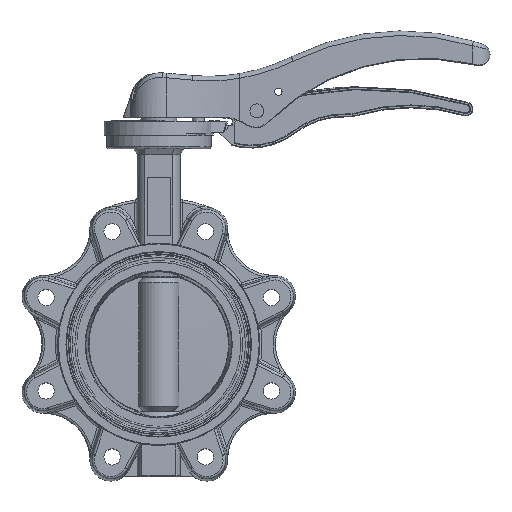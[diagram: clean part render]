
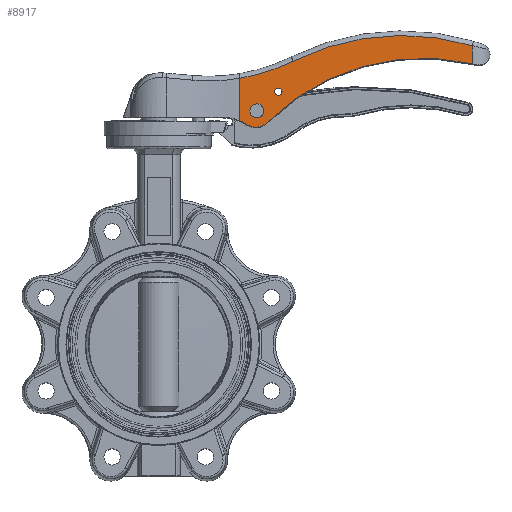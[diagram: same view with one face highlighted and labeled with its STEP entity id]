
A CAD part, top view. The second image highlights one B-rep face of the part: STEP entity #8917.
In plain terms, the highlighted planar face has unit normal (0, 0, 1).
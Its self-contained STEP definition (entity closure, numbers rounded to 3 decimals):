
#2929 = CARTESIAN_POINT ( 'NONE',  ( 69.839, 192.467, 15.25 ) ) ;
#2947 = DIRECTION ( 'NONE',  ( -1., 0., 0. ) ) ;
#2948 = DIRECTION ( 'NONE',  ( 0., 0., -1. ) ) ;
#2951 = PLANE ( 'NONE',  #2956 ) ;
#2953 = FACE_OUTER_BOUND ( 'NONE', #8947, .T. ) ;
#2955 = FACE_BOUND ( 'NONE', #10091, .T. ) ;
#2956 = AXIS2_PLACEMENT_3D ( 'NONE', #2962, #2948, #2947 ) ;
#2962 = CARTESIAN_POINT ( 'NONE',  ( 69.839, 299.5, 15.25 ) ) ;
#2964 = FACE_BOUND ( 'NONE', #10072, .T. ) ;
#3062 = CARTESIAN_POINT ( 'NONE',  ( 69.839, 229.062, 15.25 ) ) ;
#3079 = DIRECTION ( 'NONE',  ( 0., -1., 0. ) ) ;
#3080 = VECTOR ( 'NONE', #3079, 1000. ) ;
#3082 = CARTESIAN_POINT ( 'NONE',  ( 69.839, 299.5, 15.25 ) ) ;
#3083 = LINE ( 'NONE', #3082, #3080 ) ;
#3084 = CARTESIAN_POINT ( 'NONE',  ( 270., 241.619, 15.25 ) ) ;
#7324 = ORIENTED_EDGE ( 'NONE', *, *, #7349, .T. ) ;
#7340 = VERTEX_POINT ( 'NONE', #20609 ) ;
#7342 = VERTEX_POINT ( 'NONE', #20638 ) ;
#7349 = EDGE_CURVE ( 'NONE', #8908, #7340, #20637, .T. ) ;
#7359 = ORIENTED_EDGE ( 'NONE', *, *, #7389, .T. ) ;
#7379 = EDGE_CURVE ( 'NONE', #7340, #7342, #20706, .T. ) ;
#7389 = EDGE_CURVE ( 'NONE', #7342, #8937, #20733, .T. ) ;
#7709 = VERTEX_POINT ( 'NONE', #53071 ) ;
#7722 = EDGE_CURVE ( 'NONE', #7709, #8937, #53060, .T. ) ;
#7743 = VERTEX_POINT ( 'NONE', #53103 ) ;
#7812 = EDGE_CURVE ( 'NONE', #7709, #7743, #53348, .T. ) ;
#8039 = ORIENTED_EDGE ( 'NONE', *, *, #7812, .T. ) ;
#8908 = VERTEX_POINT ( 'NONE', #2929 ) ;
#8912 = ORIENTED_EDGE ( 'NONE', *, *, #7722, .F. ) ;
#8916 = ORIENTED_EDGE ( 'NONE', *, *, #8931, .T. ) ;
#8917 = ADVANCED_FACE ( 'NONE', ( #2953, #2964, #2955 ), #2951, .F. ) ;
#8927 = VERTEX_POINT ( 'NONE', #3062 ) ;
#8931 = EDGE_CURVE ( 'NONE', #8927, #8908, #3083, .T. ) ;
#8934 = ORIENTED_EDGE ( 'NONE', *, *, #7379, .T. ) ;
#8937 = VERTEX_POINT ( 'NONE', #3084 ) ;
#8947 = EDGE_LOOP ( 'NONE', ( #8916, #7324, #8934, #7359, #8912, #8039, #10009 ) ) ;
#9640 = CARTESIAN_POINT ( 'NONE',  ( 78.5, 201., 15.25 ) ) ;
#9643 = VERTEX_POINT ( 'NONE', #9640 ) ;
#9644 = CARTESIAN_POINT ( 'NONE',  ( 99.85, 217.5, 15.25 ) ) ;
#9647 = VERTEX_POINT ( 'NONE', #9644 ) ;
#9998 = ORIENTED_EDGE ( 'NONE', *, *, #10137, .T. ) ;
#10009 = ORIENTED_EDGE ( 'NONE', *, *, #10089, .T. ) ;
#10030 = ORIENTED_EDGE ( 'NONE', *, *, #10098, .T. ) ;
#10072 = EDGE_LOOP ( 'NONE', ( #10030 ) ) ;
#10089 = EDGE_CURVE ( 'NONE', #7743, #8927, #34966, .T. ) ;
#10091 = EDGE_LOOP ( 'NONE', ( #9998 ) ) ;
#10098 = EDGE_CURVE ( 'NONE', #9647, #9647, #35065, .T. ) ;
#10137 = EDGE_CURVE ( 'NONE', #9643, #9643, #35166, .T. ) ;
#20609 = CARTESIAN_POINT ( 'NONE',  ( 75.863, 189.267, 15.25 ) ) ;
#20631 = DIRECTION ( 'NONE',  ( -1., 0., 0. ) ) ;
#20632 = DIRECTION ( 'NONE',  ( 0., 0., -1. ) ) ;
#20633 = CARTESIAN_POINT ( 'NONE',  ( 54.86, 157., 15.25 ) ) ;
#20634 = AXIS2_PLACEMENT_3D ( 'NONE', #20633, #20632, #20631 ) ;
#20637 = CIRCLE ( 'NONE', #20634, 38.5 ) ;
#20638 = CARTESIAN_POINT ( 'NONE',  ( 93.365, 191.066, 15.25 ) ) ;
#20693 = DIRECTION ( 'NONE',  ( -1., 0., 0. ) ) ;
#20694 = DIRECTION ( 'NONE',  ( 0., 0., 1. ) ) ;
#20695 = CARTESIAN_POINT ( 'NONE',  ( 83.5, 201., 15.25 ) ) ;
#20696 = AXIS2_PLACEMENT_3D ( 'NONE', #20695, #20694, #20693 ) ;
#20706 = CIRCLE ( 'NONE', #20696, 14. ) ;
#20729 = DIRECTION ( 'NONE',  ( -1., 0., 0. ) ) ;
#20730 = DIRECTION ( 'NONE',  ( 0., 0., -1. ) ) ;
#20731 = CARTESIAN_POINT ( 'NONE',  ( 227.602, 55.897, 15.25 ) ) ;
#20732 = AXIS2_PLACEMENT_3D ( 'NONE', #20731, #20730, #20729 ) ;
#20733 = CIRCLE ( 'NONE', #20732, 190.5 ) ;
#34966 = CIRCLE ( 'NONE', #35057, 164. ) ;
#35052 = DIRECTION ( 'NONE',  ( -1., 0., 0. ) ) ;
#35053 = DIRECTION ( 'NONE',  ( 0., 0., -1. ) ) ;
#35054 = CARTESIAN_POINT ( 'NONE',  ( 43., 390.851, 15.25 ) ) ;
#35055 = AXIS2_PLACEMENT_3D ( 'NONE', #35064, #35063, #35062 ) ;
#35057 = AXIS2_PLACEMENT_3D ( 'NONE', #35054, #35053, #35052 ) ;
#35062 = DIRECTION ( 'NONE',  ( -1., 0., 0. ) ) ;
#35063 = DIRECTION ( 'NONE',  ( 0., 0., -1. ) ) ;
#35064 = CARTESIAN_POINT ( 'NONE',  ( 103., 217.5, 15.25 ) ) ;
#35065 = CIRCLE ( 'NONE', #35055, 3.15 ) ;
#35161 = DIRECTION ( 'NONE',  ( -1., 0., 0. ) ) ;
#35162 = DIRECTION ( 'NONE',  ( 0., 0., -1. ) ) ;
#35163 = CARTESIAN_POINT ( 'NONE',  ( 84.5, 201., 15.25 ) ) ;
#35166 = CIRCLE ( 'NONE', #35183, 6. ) ;
#35183 = AXIS2_PLACEMENT_3D ( 'NONE', #35163, #35162, #35161 ) ;
#53006 = VECTOR ( 'NONE', #53089, 1000. ) ;
#53060 = LINE ( 'NONE', #53094, #53006 ) ;
#53071 = CARTESIAN_POINT ( 'NONE',  ( 270., 257.106, 15.25 ) ) ;
#53089 = DIRECTION ( 'NONE',  ( 0., -1., 0. ) ) ;
#53094 = CARTESIAN_POINT ( 'NONE',  ( 270., 299.5, 15.25 ) ) ;
#53103 = CARTESIAN_POINT ( 'NONE',  ( 115.885, 243.936, 15.25 ) ) ;
#53298 = AXIS2_PLACEMENT_3D ( 'NONE', #53347, #53346, #53345 ) ;
#53345 = DIRECTION ( 'NONE',  ( -1., 0., 0. ) ) ;
#53346 = DIRECTION ( 'NONE',  ( 0., 0., 1. ) ) ;
#53347 = CARTESIAN_POINT ( 'NONE',  ( 209.657, 54.919, 15.25 ) ) ;
#53348 = CIRCLE ( 'NONE', #53298, 211. ) ;
